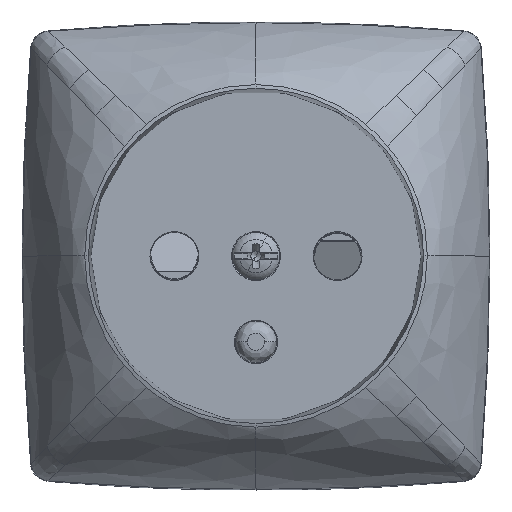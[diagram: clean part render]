
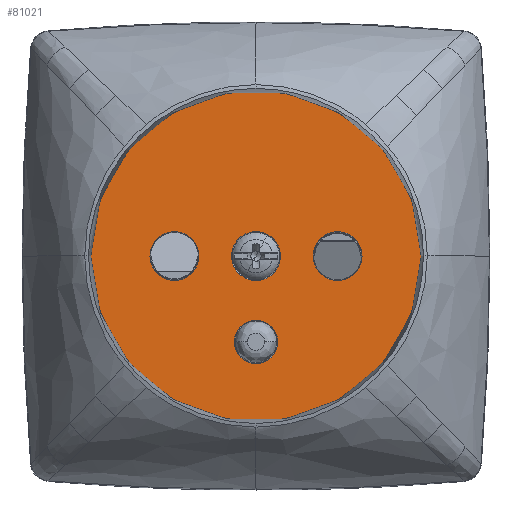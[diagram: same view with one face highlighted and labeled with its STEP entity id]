
A CAD part, top view. The second image highlights one B-rep face of the part: STEP entity #81021.
In plain terms, the highlighted planar face has unit normal (0, 0, 1).
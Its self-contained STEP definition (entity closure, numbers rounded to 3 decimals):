
#80904=AXIS2_PLACEMENT_3D('Circle Axis2P3D',#80902,#80903,$) ;
#80930=AXIS2_PLACEMENT_3D('Circle Axis2P3D',#80928,#80929,$) ;
#80943=AXIS2_PLACEMENT_3D('Plane Axis2P3D',#80940,#80941,#80942) ;
#80947=AXIS2_PLACEMENT_3D('Circle Axis2P3D',#80945,#80946,$) ;
#80956=AXIS2_PLACEMENT_3D('Circle Axis2P3D',#80954,#80955,$) ;
#80965=AXIS2_PLACEMENT_3D('Circle Axis2P3D',#80963,#80964,$) ;
#80974=AXIS2_PLACEMENT_3D('Circle Axis2P3D',#80972,#80973,$) ;
#80983=AXIS2_PLACEMENT_3D('Circle Axis2P3D',#80981,#80982,$) ;
#80992=AXIS2_PLACEMENT_3D('Circle Axis2P3D',#80990,#80991,$) ;
#81001=AXIS2_PLACEMENT_3D('Circle Axis2P3D',#80999,#81000,$) ;
#81010=AXIS2_PLACEMENT_3D('Circle Axis2P3D',#81008,#81009,$) ;
#80902=CARTESIAN_POINT('Axis2P3D Location',(0.,0.,20.95)) ;
#80906=CARTESIAN_POINT('Vertex',(-2.501,1.366,20.95)) ;
#80908=CARTESIAN_POINT('Vertex',(2.501,-1.366,20.95)) ;
#80928=CARTESIAN_POINT('Axis2P3D Location',(0.,0.,20.95)) ;
#80940=CARTESIAN_POINT('Axis2P3D Location',(0.,0.,20.95)) ;
#80945=CARTESIAN_POINT('Axis2P3D Location',(0.,0.,20.95)) ;
#80949=CARTESIAN_POINT('Vertex',(19.243,0.,20.95)) ;
#80951=CARTESIAN_POINT('Vertex',(-19.243,0.,20.95)) ;
#80954=CARTESIAN_POINT('Axis2P3D Location',(0.,0.,20.95)) ;
#80963=CARTESIAN_POINT('Axis2P3D Location',(0.,10.,20.95)) ;
#80967=CARTESIAN_POINT('Vertex',(0.,7.469,20.95)) ;
#80969=CARTESIAN_POINT('Vertex',(0.,12.531,20.95)) ;
#80972=CARTESIAN_POINT('Axis2P3D Location',(0.,10.,20.95)) ;
#80981=CARTESIAN_POINT('Axis2P3D Location',(-9.5,0.,20.95)) ;
#80985=CARTESIAN_POINT('Vertex',(-9.5,2.846,20.95)) ;
#80987=CARTESIAN_POINT('Vertex',(-9.5,-2.846,20.95)) ;
#80990=CARTESIAN_POINT('Axis2P3D Location',(-9.5,0.,20.95)) ;
#80999=CARTESIAN_POINT('Axis2P3D Location',(9.5,0.,20.95)) ;
#81003=CARTESIAN_POINT('Vertex',(9.5,-2.846,20.95)) ;
#81005=CARTESIAN_POINT('Vertex',(9.5,2.846,20.95)) ;
#81008=CARTESIAN_POINT('Axis2P3D Location',(9.5,0.,20.95)) ;
#80903=DIRECTION('Axis2P3D Direction',(0.,0.,-1.)) ;
#80929=DIRECTION('Axis2P3D Direction',(0.,0.,-1.)) ;
#80941=DIRECTION('Axis2P3D Direction',(0.,-0.,-1.)) ;
#80942=DIRECTION('Axis2P3D XDirection',(1.,0.,0.)) ;
#80946=DIRECTION('Axis2P3D Direction',(0.,-0.,-1.)) ;
#80955=DIRECTION('Axis2P3D Direction',(0.,-0.,-1.)) ;
#80964=DIRECTION('Axis2P3D Direction',(0.,-0.,-1.)) ;
#80973=DIRECTION('Axis2P3D Direction',(0.,-0.,-1.)) ;
#80982=DIRECTION('Axis2P3D Direction',(0.,-0.,-1.)) ;
#80991=DIRECTION('Axis2P3D Direction',(0.,-0.,-1.)) ;
#81000=DIRECTION('Axis2P3D Direction',(0.,-0.,-1.)) ;
#81009=DIRECTION('Axis2P3D Direction',(0.,-0.,-1.)) ;
#80960=ORIENTED_EDGE('',*,*,#80953,.F.) ;
#80961=ORIENTED_EDGE('',*,*,#80958,.F.) ;
#80978=ORIENTED_EDGE('',*,*,#80971,.T.) ;
#80979=ORIENTED_EDGE('',*,*,#80976,.T.) ;
#80996=ORIENTED_EDGE('',*,*,#80989,.T.) ;
#80997=ORIENTED_EDGE('',*,*,#80994,.T.) ;
#81014=ORIENTED_EDGE('',*,*,#81007,.T.) ;
#81015=ORIENTED_EDGE('',*,*,#81012,.T.) ;
#81018=ORIENTED_EDGE('',*,*,#80932,.T.) ;
#81019=ORIENTED_EDGE('',*,*,#80910,.T.) ;
#80980=FACE_BOUND('',#80977,.T.) ;
#80998=FACE_BOUND('',#80995,.T.) ;
#81016=FACE_BOUND('',#81013,.T.) ;
#81020=FACE_BOUND('',#81017,.T.) ;
#81021=ADVANCED_FACE('Corps principal ( *SOL1 - wsp *MASTER -  )',(#80962,#80980,#80998,#81016,#81020),#80944,.F.) ;
#80905=CIRCLE('generated circle',#80904,2.85) ;
#80931=CIRCLE('generated circle',#80930,2.85) ;
#80948=CIRCLE('generated circle',#80947,19.243) ;
#80957=CIRCLE('generated circle',#80956,19.243) ;
#80966=CIRCLE('generated circle',#80965,2.531) ;
#80975=CIRCLE('generated circle',#80974,2.531) ;
#80984=CIRCLE('generated circle',#80983,2.846) ;
#80993=CIRCLE('generated circle',#80992,2.846) ;
#81002=CIRCLE('generated circle',#81001,2.846) ;
#81011=CIRCLE('generated circle',#81010,2.846) ;
#80910=EDGE_CURVE('',#80907,#80909,#80905,.T.) ;
#80932=EDGE_CURVE('',#80909,#80907,#80931,.T.) ;
#80953=EDGE_CURVE('',#80950,#80952,#80948,.T.) ;
#80958=EDGE_CURVE('',#80952,#80950,#80957,.T.) ;
#80971=EDGE_CURVE('',#80968,#80970,#80966,.T.) ;
#80976=EDGE_CURVE('',#80970,#80968,#80975,.T.) ;
#80989=EDGE_CURVE('',#80986,#80988,#80984,.T.) ;
#80994=EDGE_CURVE('',#80988,#80986,#80993,.T.) ;
#81007=EDGE_CURVE('',#81004,#81006,#81002,.T.) ;
#81012=EDGE_CURVE('',#81006,#81004,#81011,.T.) ;
#80959=EDGE_LOOP('',(#80960,#80961)) ;
#80977=EDGE_LOOP('',(#80978,#80979)) ;
#80995=EDGE_LOOP('',(#80996,#80997)) ;
#81013=EDGE_LOOP('',(#81014,#81015)) ;
#81017=EDGE_LOOP('',(#81018,#81019)) ;
#80962=FACE_OUTER_BOUND('',#80959,.T.) ;
#80944=PLANE('',#80943) ;
#80907=VERTEX_POINT('',#80906) ;
#80909=VERTEX_POINT('',#80908) ;
#80950=VERTEX_POINT('',#80949) ;
#80952=VERTEX_POINT('',#80951) ;
#80968=VERTEX_POINT('',#80967) ;
#80970=VERTEX_POINT('',#80969) ;
#80986=VERTEX_POINT('',#80985) ;
#80988=VERTEX_POINT('',#80987) ;
#81004=VERTEX_POINT('',#81003) ;
#81006=VERTEX_POINT('',#81005) ;
